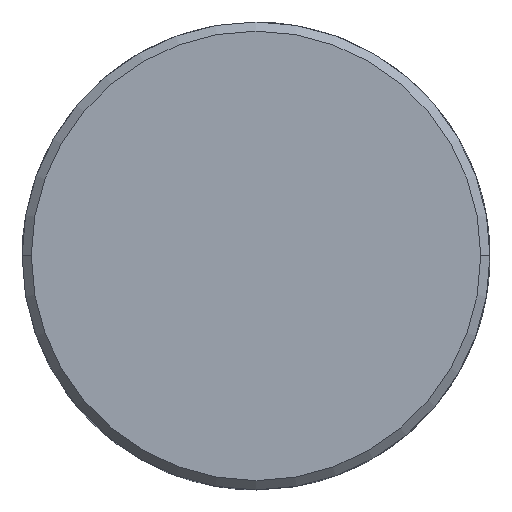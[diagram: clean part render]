
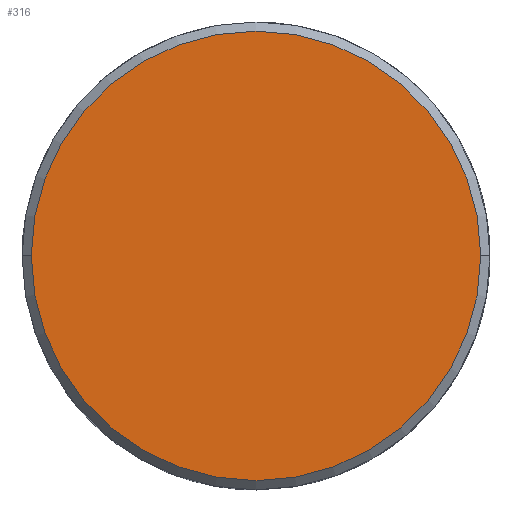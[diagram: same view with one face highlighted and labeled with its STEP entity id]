
A CAD part, top view. The second image highlights one B-rep face of the part: STEP entity #316.
In plain terms, the highlighted planar face has unit normal (0, 0, 1).
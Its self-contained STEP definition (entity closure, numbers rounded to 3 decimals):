
#69 = EDGE_CURVE ( 'NONE', #136, #137, #770, .T. ) ;
#136 = VERTEX_POINT ( 'NONE', #1027 ) ;
#137 = VERTEX_POINT ( 'NONE', #1015 ) ;
#269 = EDGE_LOOP ( 'NONE', ( #320, #318 ) ) ;
#313 = EDGE_CURVE ( 'NONE', #137, #136, #1535, .T. ) ;
#316 = ADVANCED_FACE ( 'NONE', ( #1452 ), #1447, .T. ) ;
#318 = ORIENTED_EDGE ( 'NONE', *, *, #69, .T. ) ;
#320 = ORIENTED_EDGE ( 'NONE', *, *, #313, .T. ) ;
#720 = AXIS2_PLACEMENT_3D ( 'NONE', #811, #810, #809 ) ;
#770 = CIRCLE ( 'NONE', #720, 6.1 ) ;
#809 = DIRECTION ( 'NONE',  ( 1., 0., 0. ) ) ;
#810 = DIRECTION ( 'NONE',  ( 0., 0., 1. ) ) ;
#811 = CARTESIAN_POINT ( 'NONE',  ( 0., 0., 1.5 ) ) ;
#1015 = CARTESIAN_POINT ( 'NONE',  ( -6.1, 0., 1.5 ) ) ;
#1027 = CARTESIAN_POINT ( 'NONE',  ( 6.1, 0., 1.5 ) ) ;
#1446 = AXIS2_PLACEMENT_3D ( 'NONE', #1510, #1509, #1508 ) ;
#1447 = PLANE ( 'NONE',  #1446 ) ;
#1452 = FACE_OUTER_BOUND ( 'NONE', #269, .T. ) ;
#1508 = DIRECTION ( 'NONE',  ( 1., 0., 0. ) ) ;
#1509 = DIRECTION ( 'NONE',  ( 0., 0., 1. ) ) ;
#1510 = CARTESIAN_POINT ( 'NONE',  ( 0., 0., 1.5 ) ) ;
#1531 = DIRECTION ( 'NONE',  ( 1., 0., 0. ) ) ;
#1532 = DIRECTION ( 'NONE',  ( 0., 0., 1. ) ) ;
#1533 = CARTESIAN_POINT ( 'NONE',  ( 0., 0., 1.5 ) ) ;
#1534 = AXIS2_PLACEMENT_3D ( 'NONE', #1533, #1532, #1531 ) ;
#1535 = CIRCLE ( 'NONE', #1534, 6.1 ) ;
